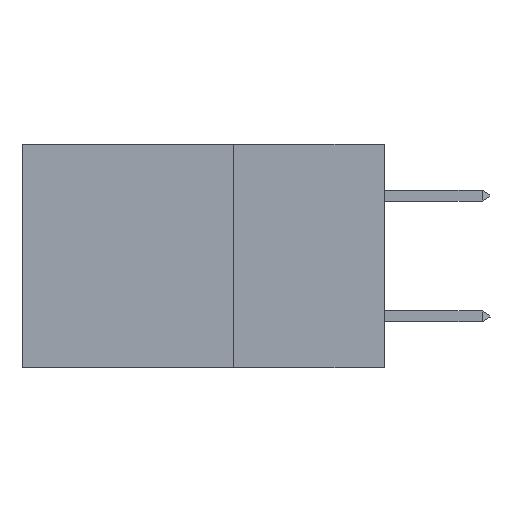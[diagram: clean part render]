
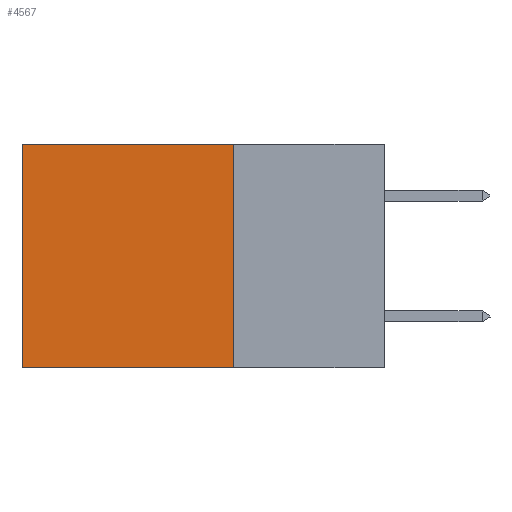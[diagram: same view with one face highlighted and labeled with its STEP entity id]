
A CAD part, left-side view. The second image highlights one B-rep face of the part: STEP entity #4567.
In plain terms, the highlighted planar face has unit normal (-1, 0, 0).
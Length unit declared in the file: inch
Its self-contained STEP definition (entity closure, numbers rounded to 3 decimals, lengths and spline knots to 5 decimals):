
#89 = FACE_OUTER_BOUND ( 'NONE', #4843, .T. ) ;
#129 = CARTESIAN_POINT ( 'NONE',  ( 0.2875, 0.6, 0. ) ) ;
#471 = CARTESIAN_POINT ( 'NONE',  ( 0.2875, 0.25, -0.37 ) ) ;
#615 = LINE ( 'NONE', #8459, #9453 ) ;
#935 = CARTESIAN_POINT ( 'NONE',  ( 0.2875, 0.25, 0. ) ) ;
#1514 = VERTEX_POINT ( 'NONE', #12074 ) ;
#1732 = VECTOR ( 'NONE', #8617, 39.37008 ) ;
#1741 = EDGE_CURVE ( 'NONE', #7945, #5384, #2516, .T. ) ;
#2516 = LINE ( 'NONE', #7521, #2870 ) ;
#2617 = ORIENTED_EDGE ( 'NONE', *, *, #10838, .F. ) ;
#2661 = ORIENTED_EDGE ( 'NONE', *, *, #13869, .T. ) ;
#2704 = CARTESIAN_POINT ( 'NONE',  ( 0.2875, 0.25, 0. ) ) ;
#2765 = DIRECTION ( 'NONE',  ( 1., 0., 0. ) ) ;
#2790 = PLANE ( 'NONE',  #9098 ) ;
#2817 = DIRECTION ( 'NONE',  ( 0., 0., -1. ) ) ;
#2870 = VECTOR ( 'NONE', #5913, 39.37008 ) ;
#3474 = CARTESIAN_POINT ( 'NONE',  ( 0.2875, 0.25, 0. ) ) ;
#4167 = EDGE_CURVE ( 'NONE', #7945, #6485, #4777, .T. ) ;
#4567 = ADVANCED_FACE ( 'NONE', ( #89 ), #2790, .F. ) ;
#4777 = LINE ( 'NONE', #2704, #1732 ) ;
#4843 = EDGE_LOOP ( 'NONE', ( #2661, #2617, #5887, #11037 ) ) ;
#5027 = LINE ( 'NONE', #471, #8340 ) ;
#5384 = VERTEX_POINT ( 'NONE', #129 ) ;
#5887 = ORIENTED_EDGE ( 'NONE', *, *, #4167, .F. ) ;
#5913 = DIRECTION ( 'NONE',  ( 0., 1., 0. ) ) ;
#6485 = VERTEX_POINT ( 'NONE', #10583 ) ;
#7521 = CARTESIAN_POINT ( 'NONE',  ( 0.2875, 0.25, 0. ) ) ;
#7945 = VERTEX_POINT ( 'NONE', #935 ) ;
#8340 = VECTOR ( 'NONE', #8607, 39.37008 ) ;
#8459 = CARTESIAN_POINT ( 'NONE',  ( 0.2875, 0.6, 0. ) ) ;
#8607 = DIRECTION ( 'NONE',  ( 0., 1., 0. ) ) ;
#8617 = DIRECTION ( 'NONE',  ( 0., 0., -1. ) ) ;
#9098 = AXIS2_PLACEMENT_3D ( 'NONE', #3474, #2765, #2817 ) ;
#9453 = VECTOR ( 'NONE', #9551, 39.37008 ) ;
#9551 = DIRECTION ( 'NONE',  ( 0., 0., -1. ) ) ;
#10583 = CARTESIAN_POINT ( 'NONE',  ( 0.2875, 0.25, -0.37 ) ) ;
#10838 = EDGE_CURVE ( 'NONE', #6485, #1514, #5027, .T. ) ;
#11037 = ORIENTED_EDGE ( 'NONE', *, *, #1741, .T. ) ;
#12074 = CARTESIAN_POINT ( 'NONE',  ( 0.2875, 0.6, -0.37 ) ) ;
#13869 = EDGE_CURVE ( 'NONE', #5384, #1514, #615, .T. ) ;
